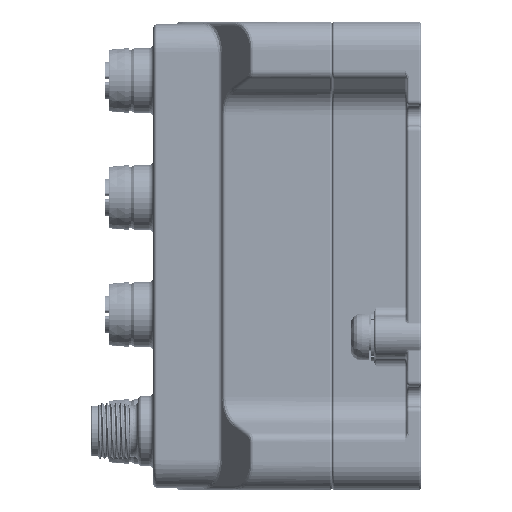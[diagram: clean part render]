
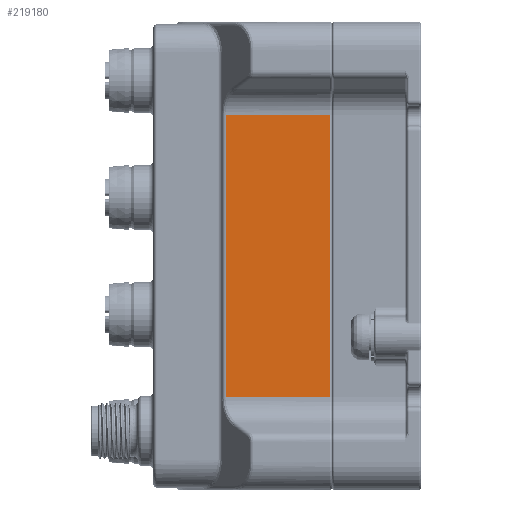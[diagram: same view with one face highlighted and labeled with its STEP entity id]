
A CAD part, left-side view. The second image highlights one B-rep face of the part: STEP entity #219180.
In plain terms, the highlighted planar face has unit normal (-1, 0, 0).
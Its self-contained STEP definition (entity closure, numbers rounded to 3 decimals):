
#1612 = ORIENTED_EDGE ( 'NONE', *, *, #183408, .T. ) ;
#4228 = DIRECTION ( 'NONE',  ( 0., -1., 0. ) ) ;
#29634 = EDGE_LOOP ( 'NONE', ( #90302, #109086, #1612, #129889 ) ) ;
#37584 = VERTEX_POINT ( 'NONE', #259290 ) ;
#46480 = CARTESIAN_POINT ( 'NONE',  ( -70.5, -21.181, 30.178 ) ) ;
#52370 = VECTOR ( 'NONE', #172975, 1000. ) ;
#55887 = VECTOR ( 'NONE', #290770, 1000. ) ;
#74374 = DIRECTION ( 'NONE',  ( 1., 0., 0. ) ) ;
#79346 = DIRECTION ( 'NONE',  ( 0., 0., -1. ) ) ;
#89096 = CARTESIAN_POINT ( 'NONE',  ( -70.5, -20.681, 50. ) ) ;
#90302 = ORIENTED_EDGE ( 'NONE', *, *, #259587, .T. ) ;
#104959 = AXIS2_PLACEMENT_3D ( 'NONE', #131624, #74374, #79346 ) ;
#109086 = ORIENTED_EDGE ( 'NONE', *, *, #134325, .T. ) ;
#120668 = LINE ( 'NONE', #46480, #52370 ) ;
#125794 = VERTEX_POINT ( 'NONE', #296709 ) ;
#129889 = ORIENTED_EDGE ( 'NONE', *, *, #245931, .T. ) ;
#131624 = CARTESIAN_POINT ( 'NONE',  ( -70.5, -21.181, 50. ) ) ;
#134042 = LINE ( 'NONE', #317895, #183297 ) ;
#134325 = EDGE_CURVE ( 'NONE', #37584, #173392, #240163, .T. ) ;
#141720 = CARTESIAN_POINT ( 'NONE',  ( -70.5, 1.576, -30.178 ) ) ;
#153620 = PLANE ( 'NONE',  #104959 ) ;
#161007 = VERTEX_POINT ( 'NONE', #184903 ) ;
#172975 = DIRECTION ( 'NONE',  ( 0., 1., 0. ) ) ;
#173392 = VERTEX_POINT ( 'NONE', #141720 ) ;
#173760 = CARTESIAN_POINT ( 'NONE',  ( -70.5, 1.576, 50. ) ) ;
#183297 = VECTOR ( 'NONE', #4228, 1000. ) ;
#183408 = EDGE_CURVE ( 'NONE', #173392, #161007, #134042, .T. ) ;
#184903 = CARTESIAN_POINT ( 'NONE',  ( -70.5, -20.681, -30.178 ) ) ;
#219180 = ADVANCED_FACE ( 'NONE', ( #310492 ), #153620, .F. ) ;
#222319 = LINE ( 'NONE', #89096, #299883 ) ;
#240163 = LINE ( 'NONE', #173760, #55887 ) ;
#244297 = DIRECTION ( 'NONE',  ( 0., 0., 1. ) ) ;
#245931 = EDGE_CURVE ( 'NONE', #161007, #125794, #222319, .T. ) ;
#259290 = CARTESIAN_POINT ( 'NONE',  ( -70.5, 1.576, 30.178 ) ) ;
#259587 = EDGE_CURVE ( 'NONE', #125794, #37584, #120668, .T. ) ;
#290770 = DIRECTION ( 'NONE',  ( 0., 0., -1. ) ) ;
#296709 = CARTESIAN_POINT ( 'NONE',  ( -70.5, -20.681, 30.178 ) ) ;
#299883 = VECTOR ( 'NONE', #244297, 1000. ) ;
#310492 = FACE_OUTER_BOUND ( 'NONE', #29634, .T. ) ;
#317895 = CARTESIAN_POINT ( 'NONE',  ( -70.5, -21.181, -30.178 ) ) ;
